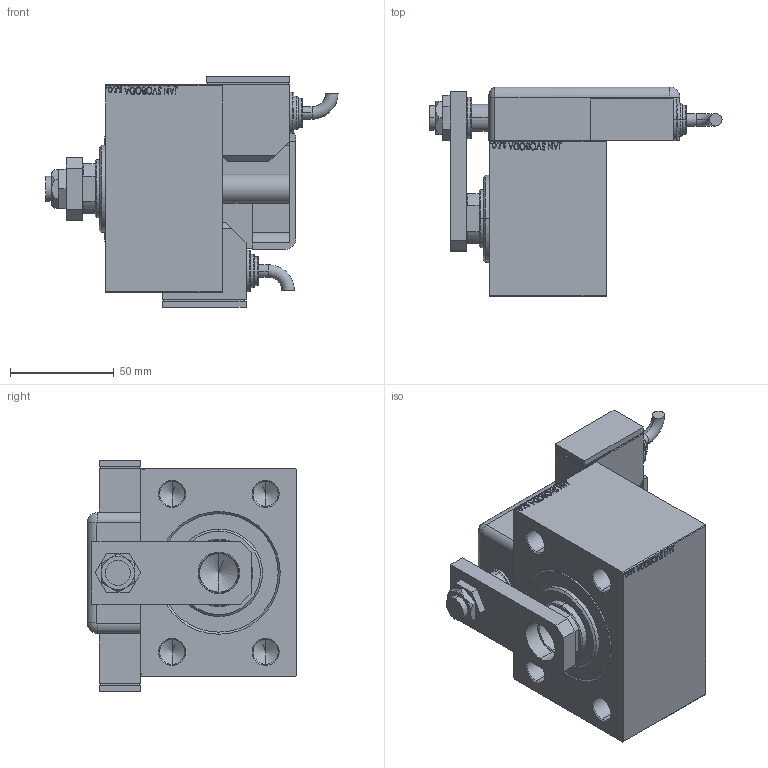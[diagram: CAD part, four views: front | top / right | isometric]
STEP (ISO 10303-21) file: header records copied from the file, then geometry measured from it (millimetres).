
FILE_DESCRIPTION (( 'STEP AP203' ), '1' );
FILE_NAME ('325e.STEP', '2021-11-02T00:16:07', ( '' ), ( '' ), 'SwSTEP 2.0', 'SolidWorks 2019', '' );
FILE_SCHEMA (( 'CONFIG_CONTROL_DESIGN' ));
Length unit declared in the file: millimetre
Products named in the file (13): TYC 128408751ff5d37cb56d0582ae55b1a0; MAGNETIC SWITCH Q 128408751ff5d37cb56d0582ae55b1a0; KRYT 128408751ff5d37cb56d0582ae55b1a0; V450CM_B 128408751ff5d37cb56d0582ae55b1a0; NUT_D19 128408751ff5d37cb56d0582ae55b1a0; V450CM_VC_B 128408751ff5d37cb56d0582ae55b1a0; SWITCH_Q_FRONT_BACK 128408751ff5d37cb56d0582ae55b1a0; SWITCH Q 128408751ff5d37cb56d0582ae55b1a0; ZARAZKA_Q 128408751ff5d37cb56d0582ae55b1a0; NUT_D13 128408751ff5d37cb56d0582ae55b1a0; SWITCH DIM A_G 128408751ff5d37cb56d0582ae55b1a0; V450CM_B_VCP 128408751ff5d37cb56d0582ae55b1a0; 325e
Assembly tree (13 placements, depth 3):
  325e
    V450CM_B 128408751ff5d37cb56d0582ae55b1a0
    V450CM_B_VCP 128408751ff5d37cb56d0582ae55b1a0
    V450CM_VC_B 128408751ff5d37cb56d0582ae55b1a0
    MAGNETIC SWITCH Q 128408751ff5d37cb56d0582ae55b1a0
      SWITCH_Q_FRONT_BACK 128408751ff5d37cb56d0582ae55b1a0
      TYC 128408751ff5d37cb56d0582ae55b1a0
      ZARAZKA_Q 128408751ff5d37cb56d0582ae55b1a0
      SWITCH DIM A_G 128408751ff5d37cb56d0582ae55b1a0
      NUT_D19 128408751ff5d37cb56d0582ae55b1a0
      NUT_D13 128408751ff5d37cb56d0582ae55b1a0
      KRYT 128408751ff5d37cb56d0582ae55b1a0
      SWITCH Q 128408751ff5d37cb56d0582ae55b1a0  x2
Bounding box: 140.46 x 100.8 x 111 mm (x, y, z)
Volume: 524560.3 mm3; surface area: 122916.7 mm2
Topology: 13 solids, 13 shells, 1259 faces, 3196 edges, 2092 vertices
Faces by surface type: plane 606, bspline 471, cylinder 104, cone 54, torus 22, sphere 2
Entity records: 59978 total; most frequent: CARTESIAN_POINT 32225, ORIENTED_EDGE 6164, DIRECTION 3907, EDGE_CURVE 3082, VERTEX_POINT 2032, VECTOR 1847, LINE 1847, EDGE_LOOP 1380
